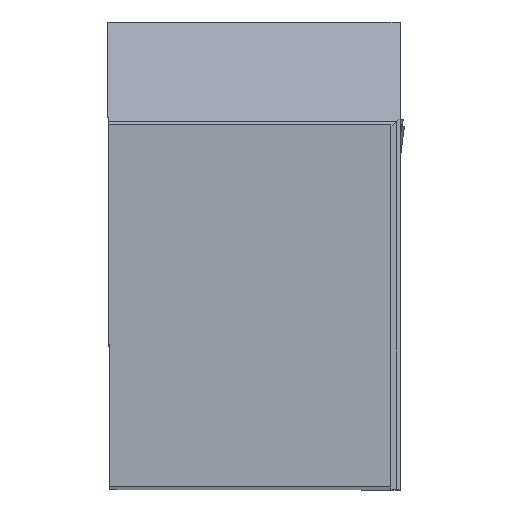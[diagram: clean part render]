
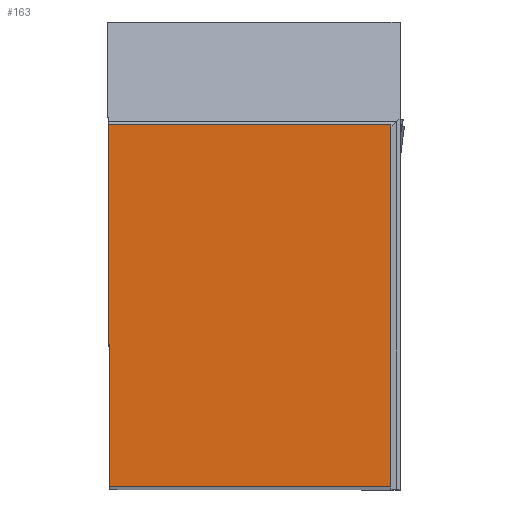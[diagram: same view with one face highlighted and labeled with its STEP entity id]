
A CAD part, top view. The second image highlights one B-rep face of the part: STEP entity #163.
In plain terms, the highlighted planar face has unit normal (0, 0, 1).
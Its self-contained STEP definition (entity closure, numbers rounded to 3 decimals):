
#163=ADVANCED_FACE('BLANK_BOXF006',(#265),#210,.F.);
#210=PLANE('',#1349);
#265=FACE_OUTER_BOUND('',#325,.T.);
#325=EDGE_LOOP('',(#621,#622,#623,#624));
#621=ORIENTED_EDGE('',*,*,#952,.T.);
#622=ORIENTED_EDGE('',*,*,#953,.T.);
#623=ORIENTED_EDGE('',*,*,#948,.T.);
#624=ORIENTED_EDGE('',*,*,#917,.T.);
#779=VERTEX_POINT('',#2066);
#780=VERTEX_POINT('',#2068);
#802=VERTEX_POINT('',#2125);
#805=VERTEX_POINT('',#2133);
#917=EDGE_CURVE('',#780,#779,#1046,.T.);
#948=EDGE_CURVE('',#802,#780,#1072,.T.);
#952=EDGE_CURVE('',#779,#805,#1076,.T.);
#953=EDGE_CURVE('',#805,#802,#1077,.T.);
#1046=LINE('',#2067,#1169);
#1072=LINE('',#2124,#1195);
#1076=LINE('',#2132,#1199);
#1077=LINE('',#2134,#1200);
#1169=VECTOR('',#1573,1.);
#1195=VECTOR('',#1617,1.);
#1199=VECTOR('',#1623,1.);
#1200=VECTOR('',#1624,1.);
#1349=AXIS2_PLACEMENT_3D('',#2135,#1625,#1626);
#1573=DIRECTION('',(1.,0.,0.));
#1617=DIRECTION('',(0.004,-1.,0.));
#1623=DIRECTION('',(0.,1.,0.));
#1624=DIRECTION('',(-1.,0.,0.));
#1625=DIRECTION('',(0.,0.,-1.));
#1626=DIRECTION('',(0.,-1.,0.));
#2066=CARTESIAN_POINT('',(24.875,0.,0.));
#2067=CARTESIAN_POINT('',(-170.65,0.,0.));
#2068=CARTESIAN_POINT('',(0.139,0.,0.));
#2124=CARTESIAN_POINT('',(-0.606,170.648,0.));
#2125=CARTESIAN_POINT('',(0.,31.85,0.));
#2132=CARTESIAN_POINT('',(24.875,-170.65,0.));
#2133=CARTESIAN_POINT('',(24.875,31.85,0.));
#2134=CARTESIAN_POINT('',(170.65,31.85,0.));
#2135=CARTESIAN_POINT('',(25.675,-5.,0.));
